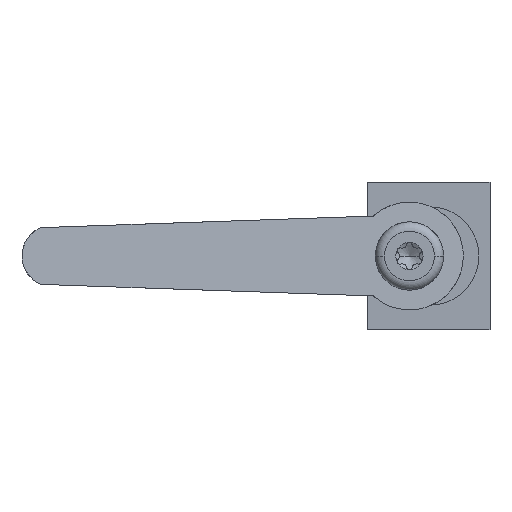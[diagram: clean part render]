
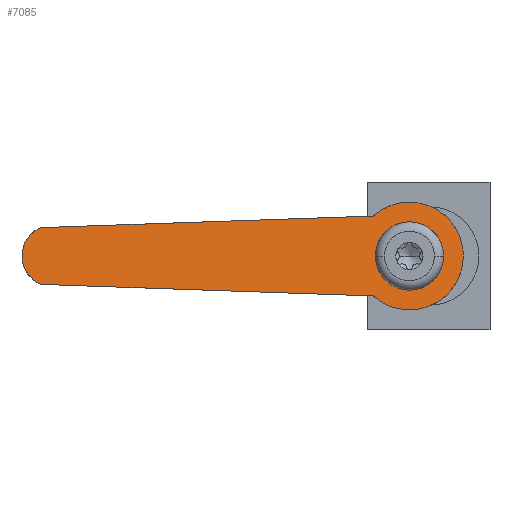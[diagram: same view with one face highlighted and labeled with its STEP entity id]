
A CAD part, left-side view. The second image highlights one B-rep face of the part: STEP entity #7085.
In plain terms, the highlighted planar face has unit normal (-0.966, -0.259, 0).
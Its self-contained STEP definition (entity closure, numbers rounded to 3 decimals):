
#825=CARTESIAN_POINT('',(-44.679,73.035,-16.612));
#826=CARTESIAN_POINT('',(-44.801,73.493,-16.419));
#827=CARTESIAN_POINT('',(-44.964,74.098,-16.035));
#828=CARTESIAN_POINT('',(-45.136,74.742,-15.459));
#829=CARTESIAN_POINT('',(-45.261,75.207,-14.882));
#830=CARTESIAN_POINT('',(-45.384,75.669,-14.114));
#831=CARTESIAN_POINT('',(-45.477,76.013,-13.153));
#832=CARTESIAN_POINT('',(-45.512,76.145,-12.));
#833=CARTESIAN_POINT('',(-45.477,76.013,-10.847));
#834=CARTESIAN_POINT('',(-45.384,75.669,-9.886));
#835=CARTESIAN_POINT('',(-45.261,75.207,-9.118));
#836=CARTESIAN_POINT('',(-45.136,74.742,-8.541));
#837=CARTESIAN_POINT('',(-44.964,74.098,-7.965));
#838=CARTESIAN_POINT('',(-44.801,73.493,-7.581));
#839=CARTESIAN_POINT('',(-44.679,73.035,-7.388));
#841=DIRECTION('',(0.259,-0.965,0.034));
#842=VECTOR('',#841,56.017);
#843=CARTESIAN_POINT('',(-44.679,73.035,-7.388));
#844=LINE('',#843,#842);
#845=CARTESIAN_POINT('',(-30.189,18.958,-5.5));
#846=CARTESIAN_POINT('',(-30.108,18.656,-5.228));
#847=CARTESIAN_POINT('',(-29.96,18.105,-4.802));
#848=CARTESIAN_POINT('',(-29.693,17.106,-4.186));
#849=CARTESIAN_POINT('',(-29.392,15.984,-3.703));
#850=CARTESIAN_POINT('',(-29.061,14.75,-3.378));
#851=CARTESIAN_POINT('',(-28.65,13.213,-3.195));
#852=CARTESIAN_POINT('',(-28.178,11.452,-3.327));
#853=CARTESIAN_POINT('',(-27.663,9.533,-3.928));
#854=CARTESIAN_POINT('',(-27.198,7.796,-4.942));
#855=CARTESIAN_POINT('',(-26.854,6.511,-6.158));
#856=CARTESIAN_POINT('',(-26.613,5.611,-7.421));
#857=CARTESIAN_POINT('',(-26.454,5.019,-8.556));
#858=CARTESIAN_POINT('',(-26.347,4.62,-9.719));
#859=CARTESIAN_POINT('',(-26.289,4.404,-10.883));
#860=CARTESIAN_POINT('',(-26.275,4.35,-11.586));
#861=CARTESIAN_POINT('',(-26.275,4.35,-12.));
#863=CARTESIAN_POINT('',(-26.275,4.35,-12.));
#864=CARTESIAN_POINT('',(-26.275,4.35,-12.414));
#865=CARTESIAN_POINT('',(-26.289,4.404,-13.117));
#866=CARTESIAN_POINT('',(-26.347,4.62,-14.281));
#867=CARTESIAN_POINT('',(-26.454,5.019,-15.444));
#868=CARTESIAN_POINT('',(-26.613,5.611,-16.579));
#869=CARTESIAN_POINT('',(-26.854,6.511,-17.842));
#870=CARTESIAN_POINT('',(-27.198,7.796,-19.058));
#871=CARTESIAN_POINT('',(-27.663,9.533,-20.072));
#872=CARTESIAN_POINT('',(-28.178,11.452,-20.673));
#873=CARTESIAN_POINT('',(-28.65,13.213,-20.805));
#874=CARTESIAN_POINT('',(-29.061,14.75,-20.622));
#875=CARTESIAN_POINT('',(-29.392,15.984,-20.297));
#876=CARTESIAN_POINT('',(-29.693,17.106,-19.814));
#877=CARTESIAN_POINT('',(-29.96,18.105,-19.198));
#878=CARTESIAN_POINT('',(-30.108,18.656,-18.772));
#879=CARTESIAN_POINT('',(-30.189,18.958,-18.5));
#881=CARTESIAN_POINT('',(-30.,18.253,-14.061));
#882=CARTESIAN_POINT('',(-29.955,18.085,-14.482));
#883=CARTESIAN_POINT('',(-29.828,17.61,-15.374));
#884=CARTESIAN_POINT('',(-29.479,16.31,-16.67));
#885=CARTESIAN_POINT('',(-28.957,14.36,-17.559));
#886=CARTESIAN_POINT('',(-28.33,12.02,-17.611));
#887=CARTESIAN_POINT('',(-27.753,9.866,-16.694));
#888=CARTESIAN_POINT('',(-27.356,8.386,-15.144));
#889=CARTESIAN_POINT('',(-27.194,7.781,-13.742));
#890=CARTESIAN_POINT('',(-27.14,7.578,-12.702));
#891=CARTESIAN_POINT('',(-27.128,7.536,-12.));
#892=CARTESIAN_POINT('',(-27.14,7.578,-11.298));
#893=CARTESIAN_POINT('',(-27.194,7.781,-10.258));
#894=CARTESIAN_POINT('',(-27.356,8.386,-8.856));
#895=CARTESIAN_POINT('',(-27.753,9.866,-7.306));
#896=CARTESIAN_POINT('',(-28.33,12.02,-6.389));
#897=CARTESIAN_POINT('',(-28.957,14.36,-6.441));
#898=CARTESIAN_POINT('',(-29.479,16.31,-7.33));
#899=CARTESIAN_POINT('',(-29.828,17.61,-8.626));
#900=CARTESIAN_POINT('',(-29.955,18.085,-9.518));
#901=CARTESIAN_POINT('',(-30.,18.253,-9.939));
#903=CARTESIAN_POINT('',(-30.,18.253,-9.939));
#904=CARTESIAN_POINT('',(-30.023,18.339,-10.153));
#905=CARTESIAN_POINT('',(-30.061,18.483,-10.592));
#906=CARTESIAN_POINT('',(-30.097,18.617,-11.291));
#907=CARTESIAN_POINT('',(-30.105,18.646,-11.761));
#908=CARTESIAN_POINT('',(-30.105,18.646,-12.));
#910=CARTESIAN_POINT('',(-30.105,18.646,-12.));
#911=CARTESIAN_POINT('',(-30.105,18.646,-12.239));
#912=CARTESIAN_POINT('',(-30.097,18.617,-12.71));
#913=CARTESIAN_POINT('',(-30.061,18.482,-13.409));
#914=CARTESIAN_POINT('',(-30.023,18.339,-13.847));
#915=CARTESIAN_POINT('',(-30.,18.253,-14.061));
#917=DIRECTION('',(0.259,-0.965,-0.034));
#918=VECTOR('',#917,56.017);
#919=CARTESIAN_POINT('',(-44.679,73.035,-16.612));
#920=LINE('',#919,#918);
#4635=CARTESIAN_POINT('',(-44.679,73.035,
-16.612));
#4636=CARTESIAN_POINT('',(-30.189,18.958,-18.5));
#4637=VERTEX_POINT('',#4635);
#4638=VERTEX_POINT('',#4636);
#4645=VERTEX_POINT('',#863);
#4646=VERTEX_POINT('',#845);
#4647=CARTESIAN_POINT('',(-44.679,73.035,
-7.388));
#4648=VERTEX_POINT('',#4647);
#4649=VERTEX_POINT('',#881);
#4650=VERTEX_POINT('',#901);
#4651=VERTEX_POINT('',#910);
#7061=CARTESIAN_POINT('',(-35.887,40.226,
-12.));
#7062=DIRECTION('',(0.966,0.259,0.));
#7063=DIRECTION('',(-0.259,0.966,0.));
#7064=AXIS2_PLACEMENT_3D('',#7061,#7062,#7063);
#7065=PLANE('',#7064);
#7067=ORIENTED_EDGE('',*,*,#7066,.F.);
#7069=ORIENTED_EDGE('',*,*,#7068,.T.);
#7071=ORIENTED_EDGE('',*,*,#7070,.T.);
#7073=ORIENTED_EDGE('',*,*,#7072,.T.);
#7074=ORIENTED_EDGE('',*,*,#7047,.T.);
#7075=EDGE_LOOP('',(#7067,#7069,#7071,#7073,#7074));
#7076=FACE_OUTER_BOUND('',#7075,.F.);
#7078=ORIENTED_EDGE('',*,*,#7077,.T.);
#7080=ORIENTED_EDGE('',*,*,#7079,.T.);
#7082=ORIENTED_EDGE('',*,*,#7081,.T.);
#7083=EDGE_LOOP('',(#7078,#7080,#7082));
#7084=FACE_BOUND('',#7083,.F.);
#7085=ADVANCED_FACE('',(#7076,#7084),#7065,.F.);
#840=B_SPLINE_CURVE_WITH_KNOTS('',3,(#825,#826,#827,#828,#829,#830,#831,#832,
#833,#834,#835,#836,#837,#838,#839),.UNSPECIFIED.,.F.,.F.,(4,1,1,1,1,1,1,1,1,1,
1,1,4),(0.,0.063,0.125,0.188,0.25,0.375,0.5,0.625,0.75,
0.813,0.875,0.938,1.),.UNSPECIFIED.);
#862=B_SPLINE_CURVE_WITH_KNOTS('',3,(#845,#846,#847,#848,#849,#850,#851,#852,
#853,#854,#855,#856,#857,#858,#859,#860,#861),.UNSPECIFIED.,.F.,.F.,(4,1,1,1,1,
1,1,1,1,1,1,1,1,1,4),(0.,0.031,0.063,0.125,0.188,0.25,0.375,
0.5,0.625,0.75,0.813,0.875,0.938,0.969,1.),.UNSPECIFIED.);
#880=B_SPLINE_CURVE_WITH_KNOTS('',3,(#863,#864,#865,#866,#867,#868,#869,#870,
#871,#872,#873,#874,#875,#876,#877,#878,#879),.UNSPECIFIED.,.F.,.F.,(4,1,1,1,1,
1,1,1,1,1,1,1,1,1,4),(0.,0.031,0.063,0.125,0.188,0.25,0.375,
0.5,0.625,0.75,0.813,0.875,0.938,0.969,1.),.UNSPECIFIED.);
#902=B_SPLINE_CURVE_WITH_KNOTS('',3,(#881,#882,#883,#884,#885,#886,#887,#888,
#889,#890,#891,#892,#893,#894,#895,#896,#897,#898,#899,#900,#901),.UNSPECIFIED.,
.F.,.F.,(4,1,1,1,1,1,1,1,1,1,1,1,1,1,1,1,1,1,4),(0.,0.063,0.125,0.188,
0.25,0.313,0.375,0.438,0.469,0.5,0.531,0.563,0.625,
0.688,0.75,0.813,0.875,0.938,1.),.UNSPECIFIED.);
#909=B_SPLINE_CURVE_WITH_KNOTS('',3,(#903,#904,#905,#906,#907,#908),
.UNSPECIFIED.,.F.,.F.,(4,1,1,4),(0.,0.333,0.667,1.),
.UNSPECIFIED.);
#916=B_SPLINE_CURVE_WITH_KNOTS('',3,(#910,#911,#912,#913,#914,#915),
.UNSPECIFIED.,.F.,.F.,(4,1,1,4),(0.,0.333,0.667,1.),
.UNSPECIFIED.);
#7047=EDGE_CURVE('',#4645,#4638,#880,.T.);
#7066=EDGE_CURVE('',#4637,#4638,#920,.T.);
#7068=EDGE_CURVE('',#4637,#4648,#840,.T.);
#7070=EDGE_CURVE('',#4648,#4646,#844,.T.);
#7072=EDGE_CURVE('',#4646,#4645,#862,.T.);
#7077=EDGE_CURVE('',#4649,#4650,#902,.T.);
#7079=EDGE_CURVE('',#4650,#4651,#909,.T.);
#7081=EDGE_CURVE('',#4651,#4649,#916,.T.);
